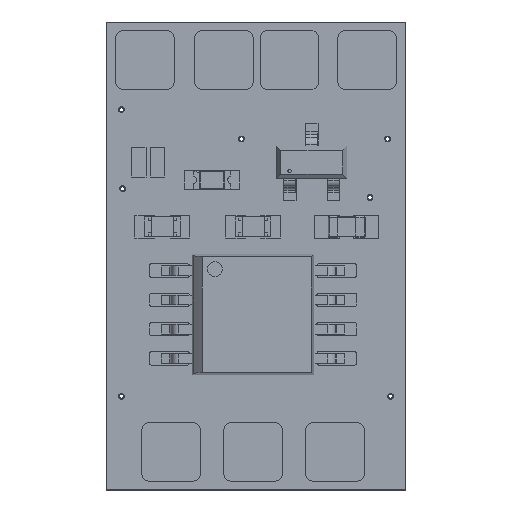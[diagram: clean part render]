
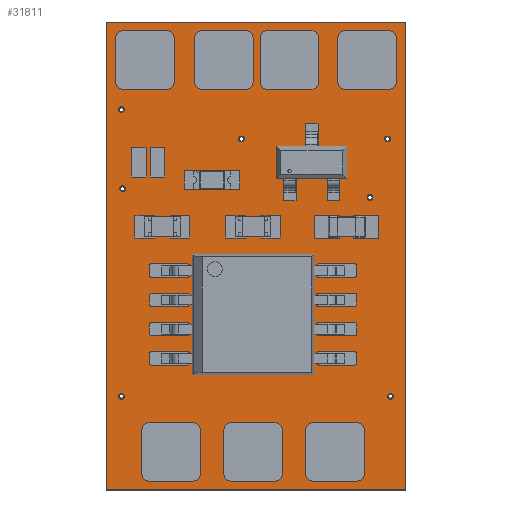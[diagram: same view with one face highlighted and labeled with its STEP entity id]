
A CAD part, top view. The second image highlights one B-rep face of the part: STEP entity #31811.
In plain terms, the highlighted planar face has unit normal (0, 0, 1).
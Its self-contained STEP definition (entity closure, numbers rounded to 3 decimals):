
#556=FACE_BOUND('',#5080,.T.);
#557=FACE_BOUND('',#5081,.T.);
#558=FACE_BOUND('',#5082,.T.);
#559=FACE_BOUND('',#5083,.T.);
#560=FACE_BOUND('',#5084,.T.);
#561=FACE_BOUND('',#5085,.T.);
#562=FACE_BOUND('',#5086,.T.);
#563=FACE_BOUND('',#5087,.T.);
#1715=PLANE('',#34105);
#3294=FACE_OUTER_BOUND('',#5079,.T.);
#5079=EDGE_LOOP('',(#28518,#28519,#28520,#28521));
#5080=EDGE_LOOP('',(#28522));
#5081=EDGE_LOOP('',(#28523));
#5082=EDGE_LOOP('',(#28524));
#5083=EDGE_LOOP('',(#28525));
#5084=EDGE_LOOP('',(#28526));
#5085=EDGE_LOOP('',(#28527));
#5086=EDGE_LOOP('',(#28528));
#5087=EDGE_LOOP('',(#28529));
#8704=LINE('',#50493,#12617);
#8707=LINE('',#50499,#12620);
#8710=LINE('',#50505,#12623);
#8713=LINE('',#50509,#12626);
#12617=VECTOR('',#41321,10.);
#12620=VECTOR('',#41326,10.);
#12623=VECTOR('',#41331,10.);
#12626=VECTOR('',#41336,10.);
#13668=CIRCLE('',#34079,0.127);
#13670=CIRCLE('',#34082,0.127);
#13672=CIRCLE('',#34085,0.127);
#13674=CIRCLE('',#34088,0.127);
#13676=CIRCLE('',#34091,0.127);
#13678=CIRCLE('',#34094,0.127);
#13680=CIRCLE('',#34097,0.127);
#13682=CIRCLE('',#34100,0.127);
#16246=VERTEX_POINT('',#50441);
#16248=VERTEX_POINT('',#50447);
#16250=VERTEX_POINT('',#50453);
#16252=VERTEX_POINT('',#50459);
#16254=VERTEX_POINT('',#50465);
#16256=VERTEX_POINT('',#50471);
#16258=VERTEX_POINT('',#50477);
#16260=VERTEX_POINT('',#50483);
#16263=VERTEX_POINT('',#50490);
#16264=VERTEX_POINT('',#50492);
#16266=VERTEX_POINT('',#50498);
#16268=VERTEX_POINT('',#50504);
#20406=EDGE_CURVE('',#16246,#16246,#13668,.T.);
#20409=EDGE_CURVE('',#16248,#16248,#13670,.T.);
#20412=EDGE_CURVE('',#16250,#16250,#13672,.T.);
#20415=EDGE_CURVE('',#16252,#16252,#13674,.T.);
#20418=EDGE_CURVE('',#16254,#16254,#13676,.T.);
#20421=EDGE_CURVE('',#16256,#16256,#13678,.T.);
#20424=EDGE_CURVE('',#16258,#16258,#13680,.T.);
#20427=EDGE_CURVE('',#16260,#16260,#13682,.T.);
#20430=EDGE_CURVE('',#16264,#16263,#8704,.T.);
#20433=EDGE_CURVE('',#16266,#16264,#8707,.T.);
#20436=EDGE_CURVE('',#16268,#16266,#8710,.T.);
#20439=EDGE_CURVE('',#16263,#16268,#8713,.T.);
#28518=ORIENTED_EDGE('',*,*,#20439,.T.);
#28519=ORIENTED_EDGE('',*,*,#20436,.T.);
#28520=ORIENTED_EDGE('',*,*,#20433,.T.);
#28521=ORIENTED_EDGE('',*,*,#20430,.T.);
#28522=ORIENTED_EDGE('',*,*,#20406,.T.);
#28523=ORIENTED_EDGE('',*,*,#20409,.T.);
#28524=ORIENTED_EDGE('',*,*,#20412,.T.);
#28525=ORIENTED_EDGE('',*,*,#20415,.T.);
#28526=ORIENTED_EDGE('',*,*,#20418,.T.);
#28527=ORIENTED_EDGE('',*,*,#20421,.T.);
#28528=ORIENTED_EDGE('',*,*,#20424,.T.);
#28529=ORIENTED_EDGE('',*,*,#20427,.T.);
#31811=ADVANCED_FACE('',(#3294,#556,#557,#558,#559,#560,#561,#562,#563),
#1715,.T.);
#34079=AXIS2_PLACEMENT_3D('',#50443,#41266,#41267);
#34082=AXIS2_PLACEMENT_3D('',#50449,#41273,#41274);
#34085=AXIS2_PLACEMENT_3D('',#50455,#41280,#41281);
#34088=AXIS2_PLACEMENT_3D('',#50461,#41287,#41288);
#34091=AXIS2_PLACEMENT_3D('',#50467,#41294,#41295);
#34094=AXIS2_PLACEMENT_3D('',#50473,#41301,#41302);
#34097=AXIS2_PLACEMENT_3D('',#50479,#41308,#41309);
#34100=AXIS2_PLACEMENT_3D('',#50485,#41315,#41316);
#34105=AXIS2_PLACEMENT_3D('',#50510,#41337,#41338);
#41266=DIRECTION('center_axis',(0.,0.,-1.));
#41267=DIRECTION('ref_axis',(1.,0.,0.));
#41273=DIRECTION('center_axis',(0.,0.,-1.));
#41274=DIRECTION('ref_axis',(1.,0.,0.));
#41280=DIRECTION('center_axis',(0.,0.,-1.));
#41281=DIRECTION('ref_axis',(1.,0.,0.));
#41287=DIRECTION('center_axis',(0.,0.,-1.));
#41288=DIRECTION('ref_axis',(1.,0.,0.));
#41294=DIRECTION('center_axis',(0.,0.,-1.));
#41295=DIRECTION('ref_axis',(1.,0.,0.));
#41301=DIRECTION('center_axis',(0.,0.,-1.));
#41302=DIRECTION('ref_axis',(1.,0.,0.));
#41308=DIRECTION('center_axis',(0.,0.,-1.));
#41309=DIRECTION('ref_axis',(1.,0.,0.));
#41315=DIRECTION('center_axis',(0.,0.,-1.));
#41316=DIRECTION('ref_axis',(1.,0.,0.));
#41321=DIRECTION('',(-1.,0.,0.));
#41326=DIRECTION('',(0.,1.,0.));
#41331=DIRECTION('',(1.,0.,0.));
#41336=DIRECTION('',(0.,-1.,0.));
#41337=DIRECTION('center_axis',(0.,0.,1.));
#41338=DIRECTION('ref_axis',(1.,0.,0.));
#50441=CARTESIAN_POINT('',(4.953,6.35,0.08));
#50443=CARTESIAN_POINT('Origin',(5.08,6.35,0.08));
#50447=CARTESIAN_POINT('',(0.508,4.064,0.08));
#50449=CARTESIAN_POINT('Origin',(0.635,4.064,0.08));
#50453=CARTESIAN_POINT('',(0.559,13.081,0.08));
#50455=CARTESIAN_POINT('Origin',(0.686,13.081,0.08));
#50459=CARTESIAN_POINT('',(12.192,4.064,0.08));
#50461=CARTESIAN_POINT('Origin',(12.319,4.064,0.08));
#50465=CARTESIAN_POINT('',(11.303,12.7,0.08));
#50467=CARTESIAN_POINT('Origin',(11.43,12.7,0.08));
#50471=CARTESIAN_POINT('',(0.508,16.51,0.08));
#50473=CARTESIAN_POINT('Origin',(0.635,16.51,0.08));
#50477=CARTESIAN_POINT('',(5.715,15.24,0.08));
#50479=CARTESIAN_POINT('Origin',(5.842,15.24,0.08));
#50483=CARTESIAN_POINT('',(12.065,15.24,0.08));
#50485=CARTESIAN_POINT('Origin',(12.192,15.24,0.08));
#50490=CARTESIAN_POINT('',(0.,20.32,0.08));
#50492=CARTESIAN_POINT('',(12.954,20.32,0.08));
#50493=CARTESIAN_POINT('',(12.954,20.32,0.08));
#50498=CARTESIAN_POINT('',(12.954,0.,0.08));
#50499=CARTESIAN_POINT('',(12.954,0.,0.08));
#50504=CARTESIAN_POINT('',(0.,0.,0.08));
#50505=CARTESIAN_POINT('',(0.,0.,0.08));
#50509=CARTESIAN_POINT('',(0.,20.32,0.08));
#50510=CARTESIAN_POINT('Origin',(6.477,10.16,0.08));
